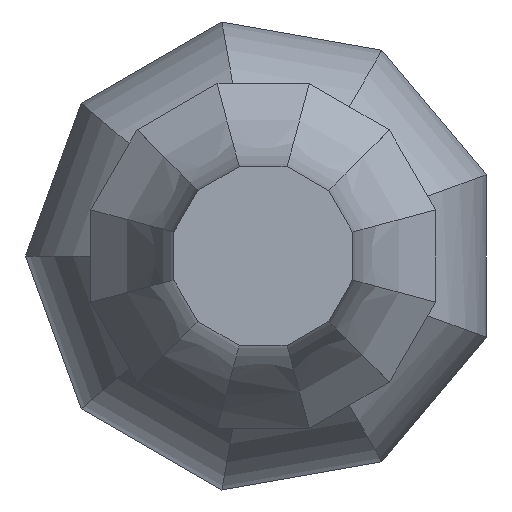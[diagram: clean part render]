
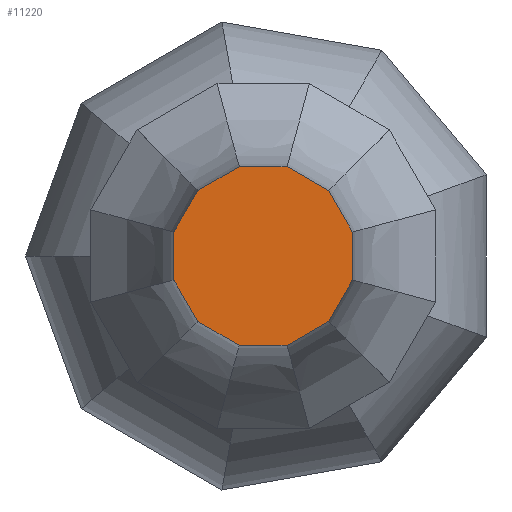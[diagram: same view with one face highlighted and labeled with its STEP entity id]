
A CAD part, front view. The second image highlights one B-rep face of the part: STEP entity #11220.
In plain terms, the highlighted planar face has unit normal (0, -1, 0).
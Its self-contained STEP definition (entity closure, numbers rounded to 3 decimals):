
#47 = CARTESIAN_POINT ( 'NONE',  ( 5.124, -500., 5.124 ) ) ;
#119 = CARTESIAN_POINT ( 'NONE',  ( 1.876, -500., 7. ) ) ;
#460 = DIRECTION ( 'NONE',  ( -1., 0., 0. ) ) ;
#516 = VERTEX_POINT ( 'NONE', #1974 ) ;
#950 = CARTESIAN_POINT ( 'NONE',  ( 1.876, -500., 7. ) ) ;
#1251 = ORIENTED_EDGE ( 'NONE', *, *, #2439, .F. ) ;
#1426 = LINE ( 'NONE', #119, #12532 ) ;
#1611 = ORIENTED_EDGE ( 'NONE', *, *, #8017, .F. ) ;
#1974 = CARTESIAN_POINT ( 'NONE',  ( 7., -500., 1.876 ) ) ;
#2141 = CARTESIAN_POINT ( 'NONE',  ( -5.124, -500., -5.124 ) ) ;
#2360 = EDGE_CURVE ( 'NONE', #516, #3207, #8871, .T. ) ;
#2402 = VERTEX_POINT ( 'NONE', #7599 ) ;
#2439 = EDGE_CURVE ( 'NONE', #2786, #5622, #9211, .T. ) ;
#2678 = VECTOR ( 'NONE', #9518, 1000. ) ;
#2777 = CARTESIAN_POINT ( 'NONE',  ( 0., -500., 0. ) ) ;
#2786 = VERTEX_POINT ( 'NONE', #10781 ) ;
#2867 = VECTOR ( 'NONE', #3972, 1000. ) ;
#3064 = VECTOR ( 'NONE', #7554, 1000. ) ;
#3070 = CARTESIAN_POINT ( 'NONE',  ( -1.876, -500., 7. ) ) ;
#3138 = AXIS2_PLACEMENT_3D ( 'NONE', #2777, #10271, #13581 ) ;
#3207 = VERTEX_POINT ( 'NONE', #8035 ) ;
#3289 = CARTESIAN_POINT ( 'NONE',  ( 5.124, -500., -5.124 ) ) ;
#3320 = CARTESIAN_POINT ( 'NONE',  ( -5.124, -500., -5.124 ) ) ;
#3348 = DIRECTION ( 'NONE',  ( 0.5, 0., -0.866 ) ) ;
#3489 = LINE ( 'NONE', #13368, #5671 ) ;
#3510 = VECTOR ( 'NONE', #4520, 1000. ) ;
#3678 = LINE ( 'NONE', #6187, #12609 ) ;
#3972 = DIRECTION ( 'NONE',  ( -0.866, 0., 0.5 ) ) ;
#4112 = LINE ( 'NONE', #9381, #6643 ) ;
#4187 = LINE ( 'NONE', #11353, #2867 ) ;
#4221 = CARTESIAN_POINT ( 'NONE',  ( 7., -500., 1.876 ) ) ;
#4422 = ORIENTED_EDGE ( 'NONE', *, *, #11540, .F. ) ;
#4520 = DIRECTION ( 'NONE',  ( -0.866, 0., -0.5 ) ) ;
#4528 = ORIENTED_EDGE ( 'NONE', *, *, #2360, .F. ) ;
#4727 = FACE_OUTER_BOUND ( 'NONE', #7917, .T. ) ;
#4792 = PLANE ( 'NONE',  #3138 ) ;
#5186 = CARTESIAN_POINT ( 'NONE',  ( -5.124, -500., 5.124 ) ) ;
#5622 = VERTEX_POINT ( 'NONE', #6500 ) ;
#5650 = EDGE_CURVE ( 'NONE', #9974, #516, #8179, .T. ) ;
#5671 = VECTOR ( 'NONE', #460, 1000. ) ;
#5867 = EDGE_CURVE ( 'NONE', #5622, #2402, #3489, .T. ) ;
#5903 = CARTESIAN_POINT ( 'NONE',  ( 5.124, -500., 5.124 ) ) ;
#5904 = LINE ( 'NONE', #3070, #3064 ) ;
#5967 = EDGE_CURVE ( 'NONE', #11017, #13896, #11372, .T. ) ;
#6060 = VECTOR ( 'NONE', #8661, 1000. ) ;
#6187 = CARTESIAN_POINT ( 'NONE',  ( 7., -500., -1.876 ) ) ;
#6311 = ORIENTED_EDGE ( 'NONE', *, *, #8075, .F. ) ;
#6376 = CARTESIAN_POINT ( 'NONE',  ( -1.876, -500., 7. ) ) ;
#6500 = CARTESIAN_POINT ( 'NONE',  ( 1.876, -500., -7. ) ) ;
#6585 = ORIENTED_EDGE ( 'NONE', *, *, #7805, .F. ) ;
#6613 = CARTESIAN_POINT ( 'NONE',  ( -7., -500., 1.876 ) ) ;
#6643 = VECTOR ( 'NONE', #11563, 1000. ) ;
#6664 = ORIENTED_EDGE ( 'NONE', *, *, #5967, .F. ) ;
#7214 = DIRECTION ( 'NONE',  ( -0.5, 0., -0.866 ) ) ;
#7291 = ORIENTED_EDGE ( 'NONE', *, *, #12084, .F. ) ;
#7554 = DIRECTION ( 'NONE',  ( 1., 0., 0. ) ) ;
#7599 = CARTESIAN_POINT ( 'NONE',  ( -1.876, -500., -7. ) ) ;
#7641 = ORIENTED_EDGE ( 'NONE', *, *, #13356, .F. ) ;
#7704 = CARTESIAN_POINT ( 'NONE',  ( -7., -500., -1.876 ) ) ;
#7805 = EDGE_CURVE ( 'NONE', #10357, #11434, #4112, .T. ) ;
#7917 = EDGE_LOOP ( 'NONE', ( #1611, #6664, #4422, #7291, #8655, #1251, #7641, #4528, #9483, #6311, #8241, #6585 ) ) ;
#8017 = EDGE_CURVE ( 'NONE', #13896, #10357, #11850, .T. ) ;
#8035 = CARTESIAN_POINT ( 'NONE',  ( 7., -500., -1.876 ) ) ;
#8075 = EDGE_CURVE ( 'NONE', #8754, #9974, #1426, .T. ) ;
#8169 = CARTESIAN_POINT ( 'NONE',  ( -7., -500., -1.876 ) ) ;
#8179 = LINE ( 'NONE', #47, #12918 ) ;
#8241 = ORIENTED_EDGE ( 'NONE', *, *, #10866, .F. ) ;
#8655 = ORIENTED_EDGE ( 'NONE', *, *, #5867, .F. ) ;
#8661 = DIRECTION ( 'NONE',  ( -0.5, 0., 0.866 ) ) ;
#8754 = VERTEX_POINT ( 'NONE', #950 ) ;
#8871 = LINE ( 'NONE', #4221, #2678 ) ;
#9143 = VECTOR ( 'NONE', #11604, 1000. ) ;
#9211 = LINE ( 'NONE', #3289, #3510 ) ;
#9381 = CARTESIAN_POINT ( 'NONE',  ( -5.124, -500., 5.124 ) ) ;
#9483 = ORIENTED_EDGE ( 'NONE', *, *, #5650, .F. ) ;
#9518 = DIRECTION ( 'NONE',  ( 0., 0., -1. ) ) ;
#9640 = CARTESIAN_POINT ( 'NONE',  ( -7., -500., 1.876 ) ) ;
#9845 = VECTOR ( 'NONE', #11376, 1000. ) ;
#9974 = VERTEX_POINT ( 'NONE', #5903 ) ;
#10271 = DIRECTION ( 'NONE',  ( 0., -1., 0. ) ) ;
#10357 = VERTEX_POINT ( 'NONE', #5186 ) ;
#10781 = CARTESIAN_POINT ( 'NONE',  ( 5.124, -500., -5.124 ) ) ;
#10866 = EDGE_CURVE ( 'NONE', #11434, #8754, #5904, .T. ) ;
#11017 = VERTEX_POINT ( 'NONE', #7704 ) ;
#11220 = ADVANCED_FACE ( 'NONE', ( #4727 ), #4792, .T. ) ;
#11353 = CARTESIAN_POINT ( 'NONE',  ( -1.876, -500., -7. ) ) ;
#11372 = LINE ( 'NONE', #8169, #9845 ) ;
#11376 = DIRECTION ( 'NONE',  ( 0., 0., 1. ) ) ;
#11434 = VERTEX_POINT ( 'NONE', #6376 ) ;
#11540 = EDGE_CURVE ( 'NONE', #13534, #11017, #12122, .T. ) ;
#11563 = DIRECTION ( 'NONE',  ( 0.866, 0., 0.5 ) ) ;
#11604 = DIRECTION ( 'NONE',  ( 0.5, 0., 0.866 ) ) ;
#11850 = LINE ( 'NONE', #9640, #9143 ) ;
#11884 = DIRECTION ( 'NONE',  ( 0.866, 0., -0.5 ) ) ;
#12084 = EDGE_CURVE ( 'NONE', #2402, #13534, #4187, .T. ) ;
#12122 = LINE ( 'NONE', #3320, #6060 ) ;
#12532 = VECTOR ( 'NONE', #11884, 1000. ) ;
#12609 = VECTOR ( 'NONE', #7214, 1000. ) ;
#12918 = VECTOR ( 'NONE', #3348, 1000. ) ;
#13356 = EDGE_CURVE ( 'NONE', #3207, #2786, #3678, .T. ) ;
#13368 = CARTESIAN_POINT ( 'NONE',  ( 1.876, -500., -7. ) ) ;
#13534 = VERTEX_POINT ( 'NONE', #2141 ) ;
#13581 = DIRECTION ( 'NONE',  ( 0., 0., 1. ) ) ;
#13896 = VERTEX_POINT ( 'NONE', #6613 ) ;
